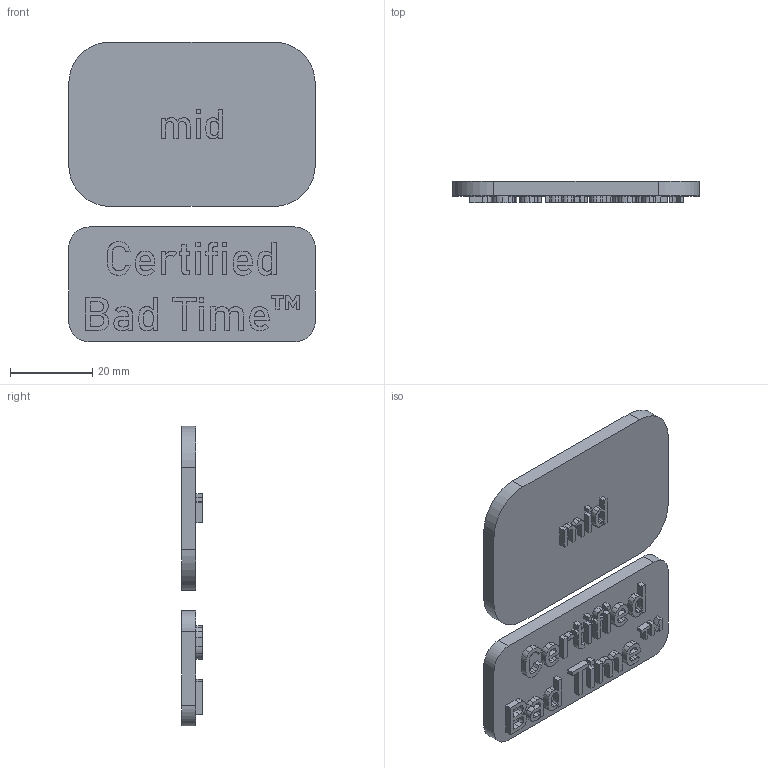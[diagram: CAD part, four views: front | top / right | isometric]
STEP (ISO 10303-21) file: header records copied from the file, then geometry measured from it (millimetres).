
FILE_DESCRIPTION(/* description */ (''),/* implementation_level */ '2;1');
FILE_NAME(/* name */ 'mid v2.stp',/* time_stamp */ '2025-09-12T00:15:49+02:00',/* author */ (''),/* organization */ (''),/* preprocessor_version */ 'ST-DEVELOPER v20.1',/* originating_system */ 'Autodesk Translation Framework v14.10.0.0',/* authorisation */ '');
FILE_SCHEMA (('AUTOMOTIVE_DESIGN { 1 0 10303 214 3 1 1 }'));
Length unit declared in the file: millimetre
Products named in the file (1): mid
Bounding box: 60 x 5.1 x 73 mm (x, y, z)
Volume: 14364 mm3; surface area: 10117.8 mm2
Topology: 2 solids, 2 shells, 473 faces, 1305 edges, 870 vertices
Faces by surface type: bspline 238, plane 227, cylinder 8
Entity records: 15263 total; most frequent: CARTESIAN_POINT 4791, ORIENTED_EDGE 2610, DIRECTION 1317, EDGE_CURVE 1305, VERTEX_POINT 870, LINE 813, VECTOR 813, EDGE_LOOP 507
